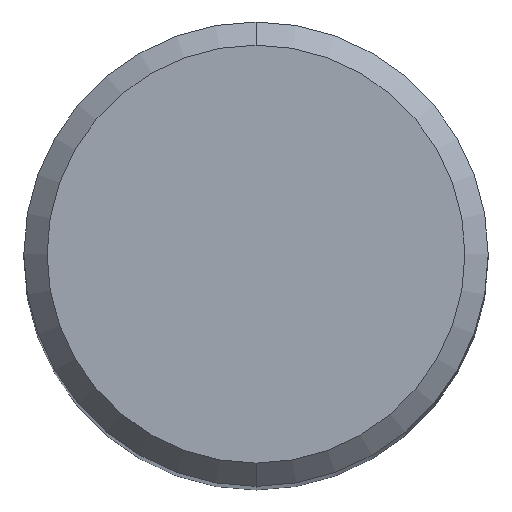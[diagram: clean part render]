
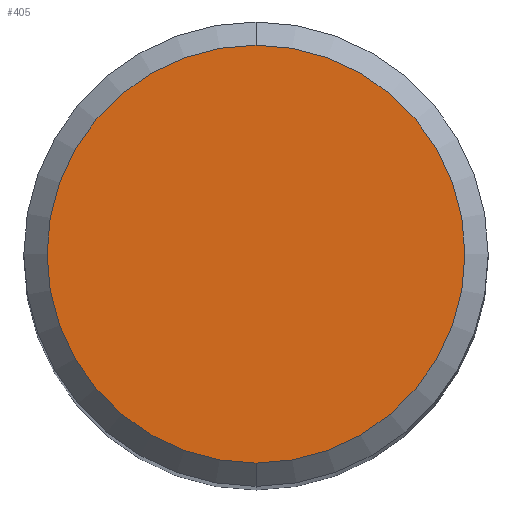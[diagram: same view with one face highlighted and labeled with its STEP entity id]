
A CAD part, top view. The second image highlights one B-rep face of the part: STEP entity #405.
In plain terms, the highlighted planar face has unit normal (0, 0, 1).
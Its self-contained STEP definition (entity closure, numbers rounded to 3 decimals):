
#205=VERTEX_POINT('',#513);
#215=EDGE_CURVE('',#283,#205,#523,.T.);
#283=VERTEX_POINT('',#598);
#289=EDGE_CURVE('',#205,#283,#604,.T.);
#405=ADVANCED_FACE('',(#733),#734,.T.);
#513=CARTESIAN_POINT('',(0.0,4.5,0.));
#523=CIRCLE('',#900,4.5);
#598=CARTESIAN_POINT('',(0.,-4.5,0.));
#604=CIRCLE('',#1034,4.5);
#733=FACE_OUTER_BOUND('',#1303,.T.);
#734=PLANE('',#1304);
#900=AXIS2_PLACEMENT_3D('',#1511,#1512,#1513);
#1034=AXIS2_PLACEMENT_3D('',#1596,#1597,#1598);
#1303=EDGE_LOOP('',(#1758,#1759));
#1304=AXIS2_PLACEMENT_3D('',#1760,#1761,#1762);
#1511=CARTESIAN_POINT('',(0.0,0.0,0.));
#1512=DIRECTION('',(0.0,0.0,-1.0));
#1513=DIRECTION('',(0.0,1.0,0.0));
#1596=CARTESIAN_POINT('',(0.0,0.0,0.));
#1597=DIRECTION('',(0.0,0.0,-1.0));
#1598=DIRECTION('',(0.0,1.0,0.0));
#1758=ORIENTED_EDGE('',*,*,#289,.F.);
#1759=ORIENTED_EDGE('',*,*,#215,.F.);
#1760=CARTESIAN_POINT('',(0.0,2.25,0.));
#1761=DIRECTION('',(-0.0,0.0,1.0));
#1762=DIRECTION('',(0.0,-1.0,0.0));
